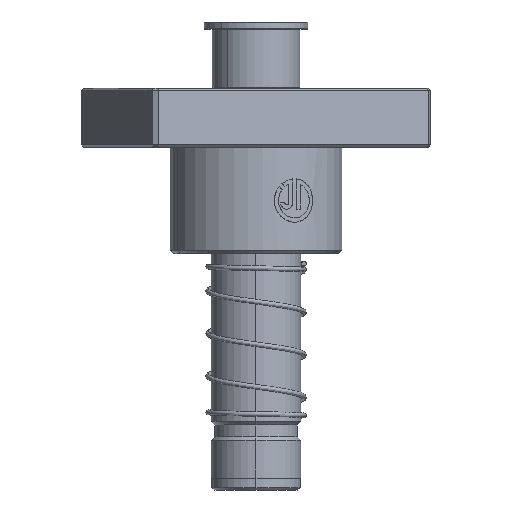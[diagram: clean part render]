
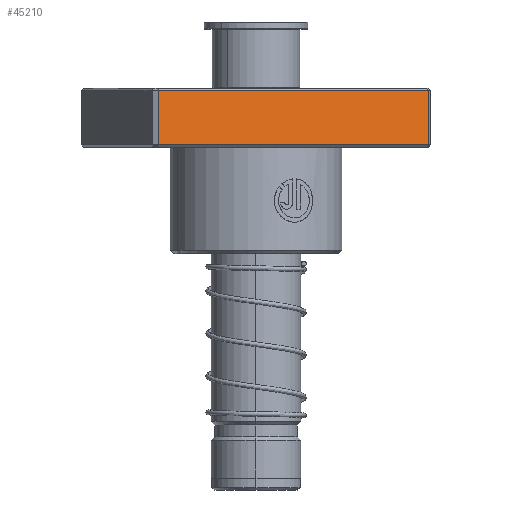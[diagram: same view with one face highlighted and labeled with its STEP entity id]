
A CAD part, left-side view. The second image highlights one B-rep face of the part: STEP entity #45210.
In plain terms, the highlighted face is planar.
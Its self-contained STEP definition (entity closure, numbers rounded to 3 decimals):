
#1191 = AXIS2_PLACEMENT_3D ( 'NONE', #30609, #27193, #5092 ) ;
#2313 = DIRECTION ( 'NONE',  ( 0., 0., -1. ) ) ;
#2788 = VECTOR ( 'NONE', #42587, 1000. ) ;
#5092 = DIRECTION ( 'NONE',  ( 0., 0., -1. ) ) ;
#5341 = CARTESIAN_POINT ( 'NONE',  ( 63., 37.5, 1. ) ) ;
#6490 = EDGE_CURVE ( 'NONE', #8202, #38871, #22993, .T. ) ;
#7111 = VECTOR ( 'NONE', #15017, 1000. ) ;
#7606 = ORIENTED_EDGE ( 'NONE', *, *, #39768, .T. ) ;
#8202 = VERTEX_POINT ( 'NONE', #5341 ) ;
#8481 = PLANE ( 'NONE',  #1191 ) ;
#9261 = CARTESIAN_POINT ( 'NONE',  ( -63., 37.5, 1. ) ) ;
#11849 = EDGE_LOOP ( 'NONE', ( #34361, #43197, #29431, #7606 ) ) ;
#14530 = FACE_OUTER_BOUND ( 'NONE', #11849, .T. ) ;
#14667 = LINE ( 'NONE', #24454, #26819 ) ;
#14926 = VERTEX_POINT ( 'NONE', #19703 ) ;
#15017 = DIRECTION ( 'NONE',  ( 0., 0., -1. ) ) ;
#17598 = CARTESIAN_POINT ( 'NONE',  ( 63., 37.5, 24. ) ) ;
#18452 = CARTESIAN_POINT ( 'NONE',  ( -63., 37.5, 24. ) ) ;
#19703 = CARTESIAN_POINT ( 'NONE',  ( 63., 37.5, 24. ) ) ;
#19798 = VERTEX_POINT ( 'NONE', #18452 ) ;
#22818 = LINE ( 'NONE', #17598, #37287 ) ;
#22910 = CARTESIAN_POINT ( 'NONE',  ( -63., 37.5, 1. ) ) ;
#22993 = LINE ( 'NONE', #9261, #2788 ) ;
#24454 = CARTESIAN_POINT ( 'NONE',  ( -63., 37.5, 25. ) ) ;
#26819 = VECTOR ( 'NONE', #2313, 1000. ) ;
#27193 = DIRECTION ( 'NONE',  ( 0., -1., 0. ) ) ;
#29431 = ORIENTED_EDGE ( 'NONE', *, *, #36170, .F. ) ;
#30609 = CARTESIAN_POINT ( 'NONE',  ( -63., 37.5, 25. ) ) ;
#34361 = ORIENTED_EDGE ( 'NONE', *, *, #36990, .T. ) ;
#36170 = EDGE_CURVE ( 'NONE', #19798, #38871, #14667, .T. ) ;
#36536 = CARTESIAN_POINT ( 'NONE',  ( 63., 37.5, 25. ) ) ;
#36825 = DIRECTION ( 'NONE',  ( 1., 0., 0. ) ) ;
#36990 = EDGE_CURVE ( 'NONE', #14926, #8202, #41284, .T. ) ;
#37287 = VECTOR ( 'NONE', #36825, 1000. ) ;
#38871 = VERTEX_POINT ( 'NONE', #22910 ) ;
#39768 = EDGE_CURVE ( 'NONE', #19798, #14926, #22818, .T. ) ;
#41284 = LINE ( 'NONE', #36536, #7111 ) ;
#42587 = DIRECTION ( 'NONE',  ( -1., 0., 0. ) ) ;
#43197 = ORIENTED_EDGE ( 'NONE', *, *, #6490, .T. ) ;
#45210 = ADVANCED_FACE ( 'NONE', ( #14530 ), #8481, .F. ) ;
